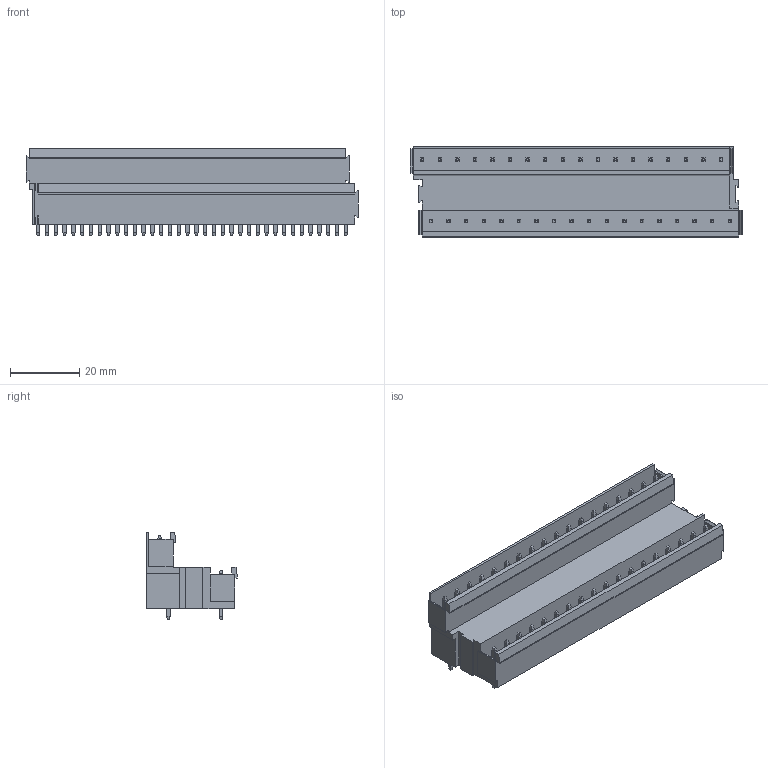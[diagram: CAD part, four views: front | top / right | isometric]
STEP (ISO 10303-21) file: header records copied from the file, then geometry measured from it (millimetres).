
FILE_DESCRIPTION(('CATIA V5 STEP Exchange','CAx-IF Rec.Pracs.--- Model Styling and Organization---1.2---2011-12-15'),'2;1');
FILE_NAME ('D1455010_0_1726900000_1726900000.stp','2018-11-10T05:11:56+00:00',('none'),('Weidmueller'),'CATIA Version 5-6 Release 2014','CATIA V5 STEP AP214','none');
FILE_SCHEMA(('AUTOMOTIVE_DESIGN { 1 0 10303 214 1 1 1 1 }'));
Length unit declared in the file: millimetre
Products named in the file (1): 1726900000
Bounding box: 95.98 x 26.28 x 25.36 mm (x, y, z)
Volume: 26520.7 mm3; surface area: 17222.6 mm2
Topology: 37 solids, 37 shells, 1023 faces, 2551 edges, 1602 vertices
Faces by surface type: plane 879, cylinder 144
Entity records: 26354 total; most frequent: ORIENTED_EDGE 5102, CARTESIAN_POINT 4829, DIRECTION 3037, EDGE_CURVE 2551, VECTOR 1975, LINE 1975, VERTEX_POINT 1602, EDGE_LOOP 1095
